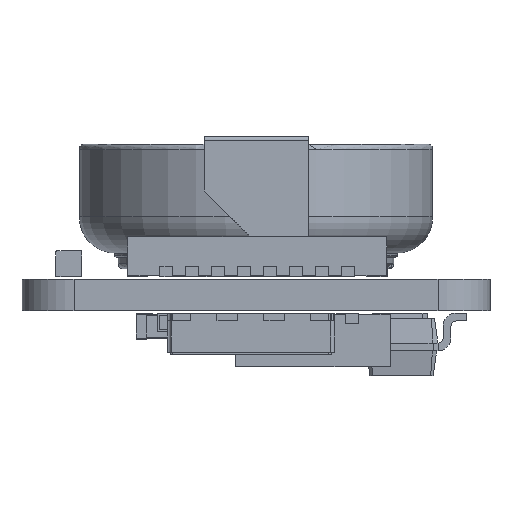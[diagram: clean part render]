
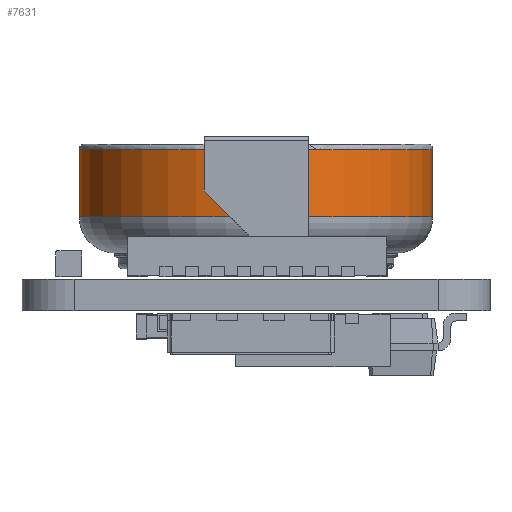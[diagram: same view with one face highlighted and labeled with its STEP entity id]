
A CAD part, left-side view. The second image highlights one B-rep face of the part: STEP entity #7631.
In plain terms, the highlighted cylindrical face has radius 3.4 mm (diameter 6.8 mm), a full revolution.
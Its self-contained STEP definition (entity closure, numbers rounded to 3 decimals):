
#7564 = TOROIDAL_SURFACE('',#7565,2.702,0.698);
#7565 = AXIS2_PLACEMENT_3D('',#7566,#7567,#7568);
#7566 = CARTESIAN_POINT('',(-5.,0.,1.153));
#7567 = DIRECTION('',(0.,0.,-1.));
#7568 = DIRECTION('',(1.,0.,0.));
#7580 = VERTEX_POINT('',#7581);
#7581 = CARTESIAN_POINT('',(-1.6,0.,1.153));
#7605 = EDGE_CURVE('',#7580,#7580,#7606,.T.);
#7606 = SURFACE_CURVE('',#7607,(#7612,#7619),.PCURVE_S1.);
#7607 = CIRCLE('',#7608,3.4);
#7608 = AXIS2_PLACEMENT_3D('',#7609,#7610,#7611);
#7609 = CARTESIAN_POINT('',(-5.,0.,1.153));
#7610 = DIRECTION('',(0.,0.,1.));
#7611 = DIRECTION('',(1.,0.,0.));
#7612 = PCURVE('',#7564,#7613);
#7613 = DEFINITIONAL_REPRESENTATION('',(#7614),#7618);
#7614 = LINE('',#7615,#7616);
#7615 = CARTESIAN_POINT('',(6.283,0.));
#7616 = VECTOR('',#7617,1.);
#7617 = DIRECTION('',(-1.,0.));
#7618 = ( GEOMETRIC_REPRESENTATION_CONTEXT(2) 
PARAMETRIC_REPRESENTATION_CONTEXT() REPRESENTATION_CONTEXT('2D SPACE',''
  ) );
#7619 = PCURVE('',#7620,#7625);
#7620 = CYLINDRICAL_SURFACE('',#7621,3.4);
#7621 = AXIS2_PLACEMENT_3D('',#7622,#7623,#7624);
#7622 = CARTESIAN_POINT('',(-5.,0.,0.455));
#7623 = DIRECTION('',(-0.,-0.,-1.));
#7624 = DIRECTION('',(1.,0.,0.));
#7625 = DEFINITIONAL_REPRESENTATION('',(#7626),#7630);
#7626 = LINE('',#7627,#7628);
#7627 = CARTESIAN_POINT('',(6.283,-0.698));
#7628 = VECTOR('',#7629,1.);
#7629 = DIRECTION('',(-1.,0.));
#7630 = ( GEOMETRIC_REPRESENTATION_CONTEXT(2) 
PARAMETRIC_REPRESENTATION_CONTEXT() REPRESENTATION_CONTEXT('2D SPACE',''
  ) );
#7631 = ADVANCED_FACE('',(#7632),#7620,.T.);
#7632 = FACE_BOUND('',#7633,.T.);
#7633 = EDGE_LOOP('',(#7634,#7635,#7658,#7685));
#7634 = ORIENTED_EDGE('',*,*,#7605,.T.);
#7635 = ORIENTED_EDGE('',*,*,#7636,.T.);
#7636 = EDGE_CURVE('',#7580,#7637,#7639,.T.);
#7637 = VERTEX_POINT('',#7638);
#7638 = CARTESIAN_POINT('',(-1.6,0.,2.445));
#7639 = SEAM_CURVE('',#7640,(#7644,#7651),.PCURVE_S1.);
#7640 = LINE('',#7641,#7642);
#7641 = CARTESIAN_POINT('',(-1.6,0.,0.455));
#7642 = VECTOR('',#7643,1.);
#7643 = DIRECTION('',(0.,0.,1.));
#7644 = PCURVE('',#7620,#7645);
#7645 = DEFINITIONAL_REPRESENTATION('',(#7646),#7650);
#7646 = LINE('',#7647,#7648);
#7647 = CARTESIAN_POINT('',(0.,0.));
#7648 = VECTOR('',#7649,1.);
#7649 = DIRECTION('',(0.,-1.));
#7650 = ( GEOMETRIC_REPRESENTATION_CONTEXT(2) 
PARAMETRIC_REPRESENTATION_CONTEXT() REPRESENTATION_CONTEXT('2D SPACE',''
  ) );
#7651 = PCURVE('',#7620,#7652);
#7652 = DEFINITIONAL_REPRESENTATION('',(#7653),#7657);
#7653 = LINE('',#7654,#7655);
#7654 = CARTESIAN_POINT('',(6.283,0.));
#7655 = VECTOR('',#7656,1.);
#7656 = DIRECTION('',(0.,-1.));
#7657 = ( GEOMETRIC_REPRESENTATION_CONTEXT(2) 
PARAMETRIC_REPRESENTATION_CONTEXT() REPRESENTATION_CONTEXT('2D SPACE',''
  ) );
#7658 = ORIENTED_EDGE('',*,*,#7659,.F.);
#7659 = EDGE_CURVE('',#7637,#7637,#7660,.T.);
#7660 = SURFACE_CURVE('',#7661,(#7666,#7673),.PCURVE_S1.);
#7661 = CIRCLE('',#7662,3.4);
#7662 = AXIS2_PLACEMENT_3D('',#7663,#7664,#7665);
#7663 = CARTESIAN_POINT('',(-5.,0.,2.445));
#7664 = DIRECTION('',(0.,0.,1.));
#7665 = DIRECTION('',(1.,0.,0.));
#7666 = PCURVE('',#7620,#7667);
#7667 = DEFINITIONAL_REPRESENTATION('',(#7668),#7672);
#7668 = LINE('',#7669,#7670);
#7669 = CARTESIAN_POINT('',(6.283,-1.99));
#7670 = VECTOR('',#7671,1.);
#7671 = DIRECTION('',(-1.,0.));
#7672 = ( GEOMETRIC_REPRESENTATION_CONTEXT(2) 
PARAMETRIC_REPRESENTATION_CONTEXT() REPRESENTATION_CONTEXT('2D SPACE',''
  ) );
#7673 = PCURVE('',#7674,#7679);
#7674 = TOROIDAL_SURFACE('',#7675,3.295,0.105);
#7675 = AXIS2_PLACEMENT_3D('',#7676,#7677,#7678);
#7676 = CARTESIAN_POINT('',(-5.,0.,2.445));
#7677 = DIRECTION('',(0.,0.,1.));
#7678 = DIRECTION('',(1.,0.,0.));
#7679 = DEFINITIONAL_REPRESENTATION('',(#7680),#7684);
#7680 = LINE('',#7681,#7682);
#7681 = CARTESIAN_POINT('',(0.,0.));
#7682 = VECTOR('',#7683,1.);
#7683 = DIRECTION('',(1.,0.));
#7684 = ( GEOMETRIC_REPRESENTATION_CONTEXT(2) 
PARAMETRIC_REPRESENTATION_CONTEXT() REPRESENTATION_CONTEXT('2D SPACE',''
  ) );
#7685 = ORIENTED_EDGE('',*,*,#7636,.F.);
